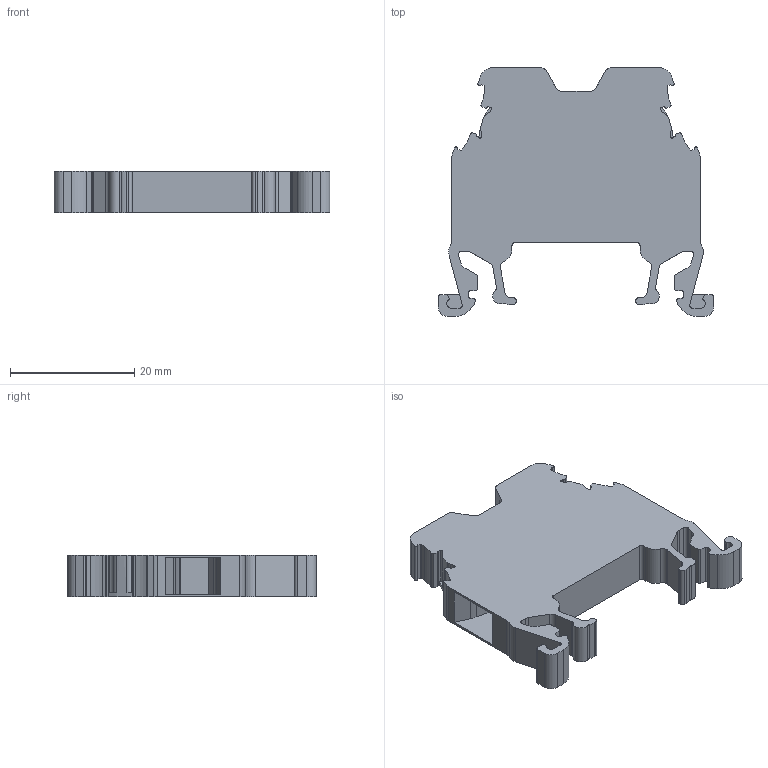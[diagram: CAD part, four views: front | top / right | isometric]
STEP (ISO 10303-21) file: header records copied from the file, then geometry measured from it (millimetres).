
FILE_DESCRIPTION (( 'STEP AP203' ), '1' );
FILE_NAME ('MRK 4.STEP', '2020-03-17T14:30:53', ( '' ), ( '' ), 'SwSTEP 2.0', 'SolidWorks 2011', '' );
FILE_SCHEMA (( 'CONFIG_CONTROL_DESIGN' ));
Length unit declared in the file: millimetre
Products named in the file (1): MRK 4
Bounding box: 44.33 x 40 x 6.7 mm (x, y, z)
Volume: 6629.2 mm3; surface area: 4492.9 mm2
Topology: 1 solids, 1 shells, 286 faces, 835 edges, 555 vertices
Faces by surface type: cylinder 143, plane 143
Entity records: 9632 total; most frequent: DIRECTION 1703, CARTESIAN_POINT 1683, ORIENTED_EDGE 1670, EDGE_CURVE 835, AXIS2_PLACEMENT_3D 583, VERTEX_POINT 555, LINE 537, VECTOR 537
